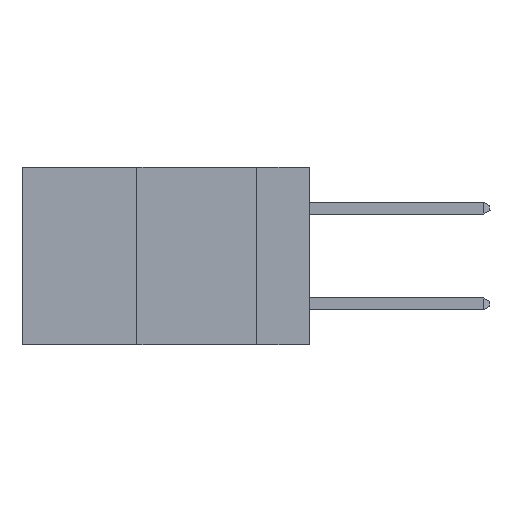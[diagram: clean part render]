
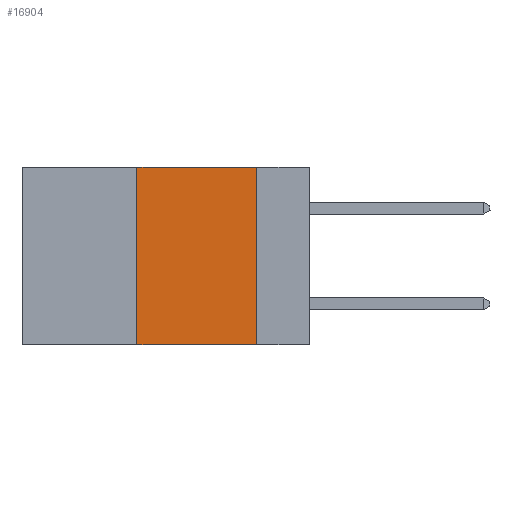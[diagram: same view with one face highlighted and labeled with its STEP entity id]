
A CAD part, left-side view. The second image highlights one B-rep face of the part: STEP entity #16904.
In plain terms, the highlighted planar face has unit normal (-1, 0, 0).
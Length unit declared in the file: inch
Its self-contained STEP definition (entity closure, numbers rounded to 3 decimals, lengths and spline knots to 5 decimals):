
#164 = FACE_OUTER_BOUND ( 'NONE', #1125, .T. ) ;
#1125 = EDGE_LOOP ( 'NONE', ( #14505, #15953, #8487, #4550 ) ) ;
#1266 = VERTEX_POINT ( 'NONE', #15215 ) ;
#1440 = CARTESIAN_POINT ( 'NONE',  ( 0., 0.6, -0.37 ) ) ;
#1583 = CARTESIAN_POINT ( 'NONE',  ( 0., 0.11, -0.37 ) ) ;
#2242 = EDGE_CURVE ( 'NONE', #19158, #8642, #23088, .T. ) ;
#4133 = LINE ( 'NONE', #18549, #22528 ) ;
#4156 = LINE ( 'NONE', #1440, #22548 ) ;
#4235 = DIRECTION ( 'NONE',  ( 1., 0., 0. ) ) ;
#4550 = ORIENTED_EDGE ( 'NONE', *, *, #13990, .T. ) ;
#5726 = LINE ( 'NONE', #9874, #8830 ) ;
#6444 = DIRECTION ( 'NONE',  ( 0., -1., 0. ) ) ;
#8487 = ORIENTED_EDGE ( 'NONE', *, *, #9621, .F. ) ;
#8520 = DIRECTION ( 'NONE',  ( 0., -1., 0. ) ) ;
#8642 = VERTEX_POINT ( 'NONE', #1583 ) ;
#8830 = VECTOR ( 'NONE', #11409, 39.37008 ) ;
#9621 = EDGE_CURVE ( 'NONE', #14696, #1266, #5726, .T. ) ;
#9874 = CARTESIAN_POINT ( 'NONE',  ( 0., 0.36, 0. ) ) ;
#11057 = CARTESIAN_POINT ( 'NONE',  ( 0., 0.11, 0. ) ) ;
#11409 = DIRECTION ( 'NONE',  ( 0., 0., 1. ) ) ;
#11609 = DIRECTION ( 'NONE',  ( 0., 0., -1. ) ) ;
#13990 = EDGE_CURVE ( 'NONE', #14696, #8642, #4156, .T. ) ;
#14505 = ORIENTED_EDGE ( 'NONE', *, *, #2242, .F. ) ;
#14696 = VERTEX_POINT ( 'NONE', #16313 ) ;
#15215 = CARTESIAN_POINT ( 'NONE',  ( 0., 0.36, 0. ) ) ;
#15953 = ORIENTED_EDGE ( 'NONE', *, *, #23266, .F. ) ;
#16313 = CARTESIAN_POINT ( 'NONE',  ( 0., 0.36, -0.37 ) ) ;
#16904 = ADVANCED_FACE ( 'NONE', ( #164 ), #22340, .F. ) ;
#18259 = VECTOR ( 'NONE', #11609, 39.37008 ) ;
#18549 = CARTESIAN_POINT ( 'NONE',  ( 0., 0.6, 0. ) ) ;
#18690 = DIRECTION ( 'NONE',  ( 0., 0., -1. ) ) ;
#19075 = CARTESIAN_POINT ( 'NONE',  ( 0., 0.11, 0. ) ) ;
#19158 = VERTEX_POINT ( 'NONE', #19075 ) ;
#20600 = CARTESIAN_POINT ( 'NONE',  ( 0., 0.6, 0. ) ) ;
#22176 = AXIS2_PLACEMENT_3D ( 'NONE', #20600, #4235, #18690 ) ;
#22340 = PLANE ( 'NONE',  #22176 ) ;
#22528 = VECTOR ( 'NONE', #6444, 39.37008 ) ;
#22548 = VECTOR ( 'NONE', #8520, 39.37008 ) ;
#23088 = LINE ( 'NONE', #11057, #18259 ) ;
#23266 = EDGE_CURVE ( 'NONE', #1266, #19158, #4133, .T. ) ;
